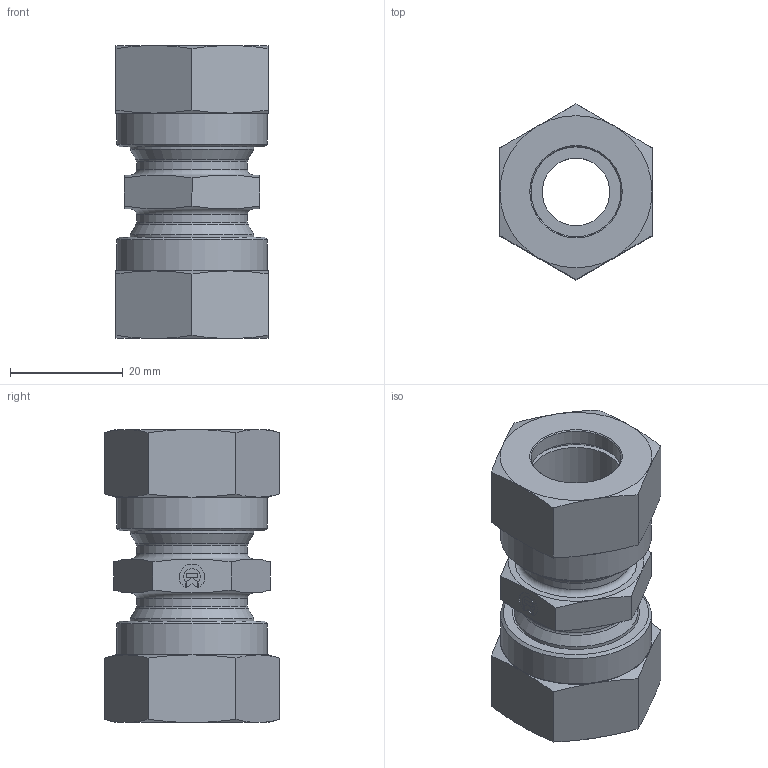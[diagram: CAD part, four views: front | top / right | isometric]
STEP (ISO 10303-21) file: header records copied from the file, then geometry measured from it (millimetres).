
FILE_DESCRIPTION((''),'2;1');
FILE_NAME('321162222.stp','2014-08-15T15:33:39',(''),('KNOMI spol. s r. o.'),'Autodesk Inventor 2012','Autodesk Inventor 2012','');
FILE_SCHEMA(('AUTOMOTIVE_DESIGN { 1 2 10303 214 0 1 1 1 }'));
Length unit declared in the file: millimetre
Products named in the file (4): PS2K Js13 M22/M22; 311 16 2222; 40316; 3931622
Assembly tree (5 placements, depth 2):
  PS2K Js13 M22/M22
    311 16 2222
    40316  x2
    3931622  x2
Bounding box: 27 x 31.18 x 52 mm (x, y, z)
Volume: 19699.6 mm3; surface area: 13794 mm2
Topology: 5 solids, 5 shells, 151 faces, 340 edges, 213 vertices
Faces by surface type: plane 64, cone 58, cylinder 23, torus 6
Full cylindrical faces by diameter (mm): 12 x1, 16 x6, 18.6 x2, 19.7 x2, 20 x2, 20.376 x2, 22 x2, 26.8 x2
Entity records: 3141 total; most frequent: CARTESIAN_POINT 590, DIRECTION 488, ORIENTED_EDGE 430, EDGE_CURVE 215, AXIS2_PLACEMENT_3D 195, EDGE_LOOP 160, VERTEX_POINT 149, STYLED_ITEM 118
